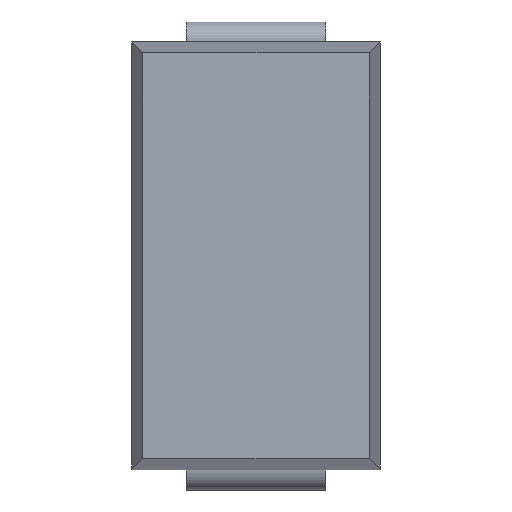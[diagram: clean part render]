
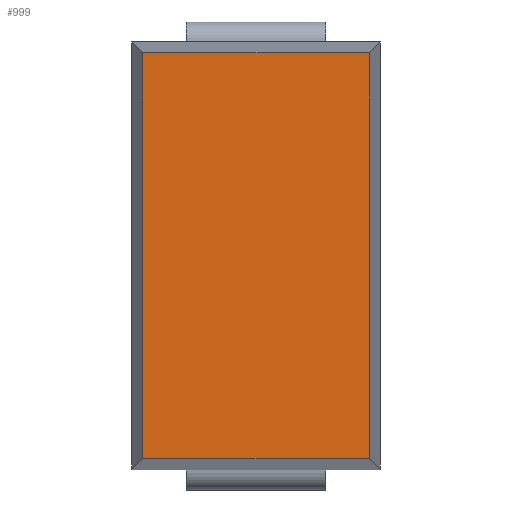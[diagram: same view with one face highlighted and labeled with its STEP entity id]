
A CAD part, top view. The second image highlights one B-rep face of the part: STEP entity #999.
In plain terms, the highlighted planar face has unit normal (0, 0, 1).
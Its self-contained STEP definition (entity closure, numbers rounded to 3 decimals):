
#2 = LINE ( 'NONE', #3, #857 ) ;
#3 = CARTESIAN_POINT ( 'NONE',  ( -1.138, 2.15, 2. ) ) ;
#4 = DIRECTION ( 'NONE',  ( 0., -1., 0. ) ) ;
#30 = LINE ( 'NONE', #31, #1201 ) ;
#31 = CARTESIAN_POINT ( 'NONE',  ( -1.25, 2.038, 2. ) ) ;
#32 = DIRECTION ( 'NONE',  ( -1., 0., 0. ) ) ;
#108 = PLANE ( 'NONE',  #1156 ) ;
#115 = CARTESIAN_POINT ( 'NONE',  ( 0., 0., 2. ) ) ;
#116 = DIRECTION ( 'NONE',  ( 0., 0., 1. ) ) ;
#117 = DIRECTION ( 'NONE',  ( 1., 0., 0. ) ) ;
#306 = CARTESIAN_POINT ( 'NONE',  ( 1.138, 2.038, 2. ) ) ;
#444 = VERTEX_POINT ( 'NONE', #621 ) ;
#513 = EDGE_LOOP ( 'NONE', ( #1091, #1124, #1104, #1044 ) ) ;
#523 = VERTEX_POINT ( 'NONE', #597 ) ;
#544 = VERTEX_POINT ( 'NONE', #306 ) ;
#570 = CARTESIAN_POINT ( 'NONE',  ( -1.138, -2.038, 2. ) ) ;
#597 = CARTESIAN_POINT ( 'NONE',  ( 1.138, -2.038, 2. ) ) ;
#617 = VERTEX_POINT ( 'NONE', #570 ) ;
#621 = CARTESIAN_POINT ( 'NONE',  ( -1.138, 2.038, 2. ) ) ;
#729 = LINE ( 'NONE', #730, #860 ) ;
#730 = CARTESIAN_POINT ( 'NONE',  ( -1.25, -2.038, 2. ) ) ;
#731 = DIRECTION ( 'NONE',  ( 1., 0., 0. ) ) ;
#766 = LINE ( 'NONE', #767, #819 ) ;
#767 = CARTESIAN_POINT ( 'NONE',  ( 1.138, 2.15, 2. ) ) ;
#768 = DIRECTION ( 'NONE',  ( 0., 1., 0. ) ) ;
#819 = VECTOR ( 'NONE', #768, 1000. ) ;
#857 = VECTOR ( 'NONE', #4, 1000. ) ;
#860 = VECTOR ( 'NONE', #731, 1000. ) ;
#943 = EDGE_CURVE ( 'NONE', #617, #523, #729, .T. ) ;
#954 = EDGE_CURVE ( 'NONE', #523, #544, #766, .T. ) ;
#965 = EDGE_CURVE ( 'NONE', #444, #617, #2, .T. ) ;
#973 = EDGE_CURVE ( 'NONE', #544, #444, #30, .T. ) ;
#999 = ADVANCED_FACE ( 'NONE', ( #1169 ), #108, .T. ) ;
#1044 = ORIENTED_EDGE ( 'NONE', *, *, #943, .T. ) ;
#1091 = ORIENTED_EDGE ( 'NONE', *, *, #954, .T. ) ;
#1104 = ORIENTED_EDGE ( 'NONE', *, *, #965, .T. ) ;
#1124 = ORIENTED_EDGE ( 'NONE', *, *, #973, .T. ) ;
#1156 = AXIS2_PLACEMENT_3D ( 'NONE', #115, #116, #117 ) ;
#1169 = FACE_OUTER_BOUND ( 'NONE', #513, .T. ) ;
#1201 = VECTOR ( 'NONE', #32, 1000. ) ;
